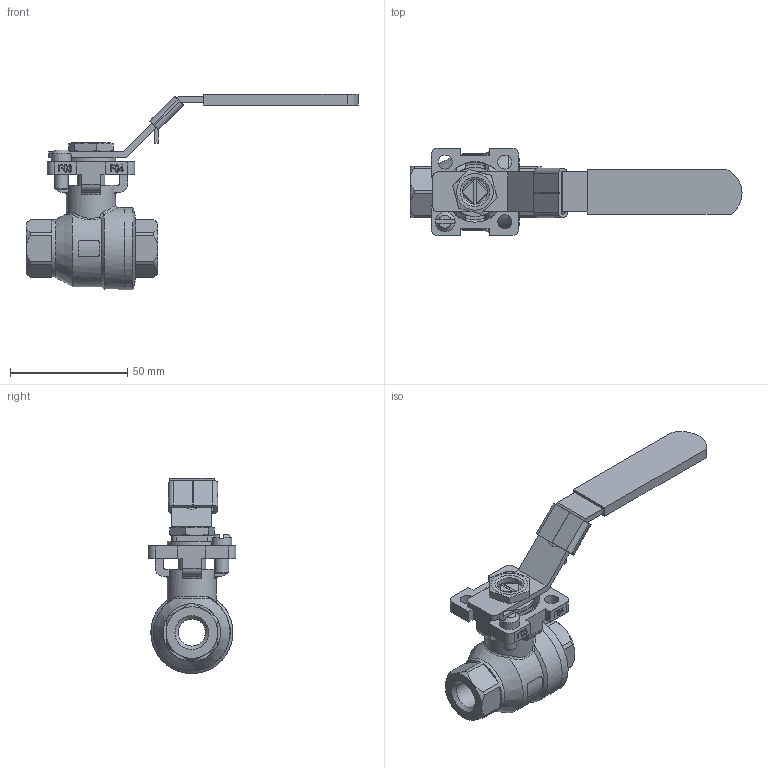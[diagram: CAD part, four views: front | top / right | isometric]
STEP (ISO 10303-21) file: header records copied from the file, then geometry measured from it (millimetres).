
FILE_DESCRIPTION(/* description */ ('Unknown'),/* implementation_level */ '2;1');
FILE_NAME(/* name */ '9652-02',/* time_stamp */ '2022-07-13T12:59:11+02:00',/* author */ ('Unknown'),/* organization */ ('Unknown'),/* preprocessor_version */ 'ST-DEVELOPER v16.7',/* originating_system */ 'Solid Edge',/* authorisation */ 'Unknown');
FILE_SCHEMA (('AUTOMOTIVE_DESIGN {1 0 10303 214 3 1 1}'));
Length unit declared in the file: millimetre
Products named in the file (11): 9652-02; DN6  T; DN6  G; DN6  Z; DN6 FGM; DN6   FS; DN6  PD; DN6  S; DN6  DW; DN6  KZ; DN6  ST
Assembly tree (11 placements, depth 2):
  9652-02
    DN6  T
    DN6  G
    DN6  Z
    DN6 FGM  x2
    DN6   FS
    DN6  PD
    DN6  S
    DN6  DW
    DN6  KZ
    DN6  ST
Bounding box: 141.62 x 37.5 x 83.22 mm (x, y, z)
Volume: 43144.6 mm3; surface area: 34100.2 mm2
Topology: 11 solids, 11 shells, 398 faces, 1047 edges, 687 vertices
Faces by surface type: plane 229, cylinder 76, bspline 45, cone 40, torus 8
Full cylindrical faces by diameter (mm): 6 x5, 8 x1, 8.5 x1, 9.6 x1, 10.5 x2, 11.5 x2, 12 x1, 12.4 x1, 12.6 x2, 12.7 x1, 15 x1, 16 x2, 21 x4, 24.5 x1, 25.8 x1, 27 x1, 28.5 x2, 31.7 x1, 35 x2
Entity records: 14425 total; most frequent: CARTESIAN_POINT 5080, ORIENTED_EDGE 1910, DIRECTION 1725, EDGE_CURVE 955, VERTEX_POINT 652, AXIS2_PLACEMENT_3D 586, LINE 553, VECTOR 553
